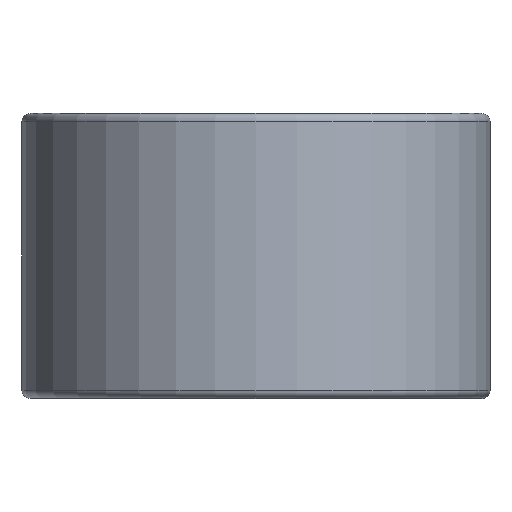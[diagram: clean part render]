
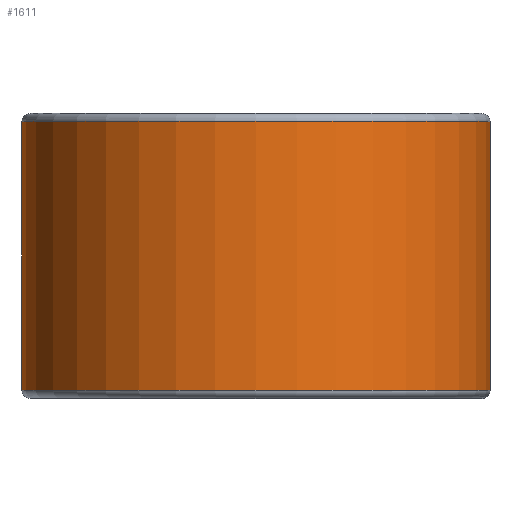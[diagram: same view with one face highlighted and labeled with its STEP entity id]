
A CAD part, top view. The second image highlights one B-rep face of the part: STEP entity #1611.
In plain terms, the highlighted cylindrical face has radius 22.162 mm (diameter 44.323 mm), a partial arc.
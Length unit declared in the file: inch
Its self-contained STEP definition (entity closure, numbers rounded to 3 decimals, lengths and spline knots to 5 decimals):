
#45 = CARTESIAN_POINT ( 'NONE',  ( 0., 0.50125, 0. ) ) ;
#82 = DIRECTION ( 'NONE',  ( 0., -1., 0. ) ) ;
#83 = ORIENTED_EDGE ( 'NONE', *, *, #953, .F. ) ;
#132 = AXIS2_PLACEMENT_3D ( 'NONE', #534, #888, #542 ) ;
#211 = DIRECTION ( 'NONE',  ( 0., 0., -1. ) ) ;
#498 = DIRECTION ( 'NONE',  ( 0., 1., 0. ) ) ;
#534 = CARTESIAN_POINT ( 'NONE',  ( 0., 0.5, 0. ) ) ;
#542 = DIRECTION ( 'NONE',  ( 0., 0., -1. ) ) ;
#555 = EDGE_CURVE ( 'NONE', #1144, #2070, #807, .T. ) ;
#568 = CARTESIAN_POINT ( 'NONE',  ( 0., 0.50125, -0.8725 ) ) ;
#612 = EDGE_LOOP ( 'NONE', ( #1516, #1574, #2004, #83 ) ) ;
#646 = EDGE_CURVE ( 'NONE', #2070, #1695, #1685, .T. ) ;
#708 = CARTESIAN_POINT ( 'NONE',  ( 0.8725, 0.50125, 0. ) ) ;
#778 = CIRCLE ( 'NONE', #2191, 0.8725 ) ;
#807 = LINE ( 'NONE', #708, #1264 ) ;
#808 = VERTEX_POINT ( 'NONE', #1279 ) ;
#888 = DIRECTION ( 'NONE',  ( 0., -1., 0. ) ) ;
#953 = EDGE_CURVE ( 'NONE', #1144, #808, #778, .T. ) ;
#1140 = CARTESIAN_POINT ( 'NONE',  ( 0., -0.50125, 0. ) ) ;
#1144 = VERTEX_POINT ( 'NONE', #1409 ) ;
#1151 = EDGE_CURVE ( 'NONE', #808, #1695, #1632, .T. ) ;
#1156 = CARTESIAN_POINT ( 'NONE',  ( 0.8725, 0.50125, 0. ) ) ;
#1222 = CARTESIAN_POINT ( 'NONE',  ( 0., 0.50125, -0.8725 ) ) ;
#1264 = VECTOR ( 'NONE', #1820, 39.37008 ) ;
#1279 = CARTESIAN_POINT ( 'NONE',  ( 0., -0.50125, -0.8725 ) ) ;
#1311 = DIRECTION ( 'NONE',  ( 0., -1., 0. ) ) ;
#1354 = DIRECTION ( 'NONE',  ( 0., 0., -1. ) ) ;
#1409 = CARTESIAN_POINT ( 'NONE',  ( 0.8725, -0.50125, 0. ) ) ;
#1516 = ORIENTED_EDGE ( 'NONE', *, *, #555, .T. ) ;
#1528 = FACE_OUTER_BOUND ( 'NONE', #612, .T. ) ;
#1574 = ORIENTED_EDGE ( 'NONE', *, *, #646, .T. ) ;
#1611 = ADVANCED_FACE ( 'NONE', ( #1528 ), #2217, .T. ) ;
#1632 = LINE ( 'NONE', #1222, #2056 ) ;
#1662 = AXIS2_PLACEMENT_3D ( 'NONE', #45, #1311, #211 ) ;
#1685 = CIRCLE ( 'NONE', #1662, 0.8725 ) ;
#1695 = VERTEX_POINT ( 'NONE', #568 ) ;
#1820 = DIRECTION ( 'NONE',  ( 0., 1., 0. ) ) ;
#2004 = ORIENTED_EDGE ( 'NONE', *, *, #1151, .F. ) ;
#2056 = VECTOR ( 'NONE', #498, 39.37008 ) ;
#2070 = VERTEX_POINT ( 'NONE', #1156 ) ;
#2191 = AXIS2_PLACEMENT_3D ( 'NONE', #1140, #82, #1354 ) ;
#2217 = CYLINDRICAL_SURFACE ( 'NONE', #132, 0.8725 ) ;
